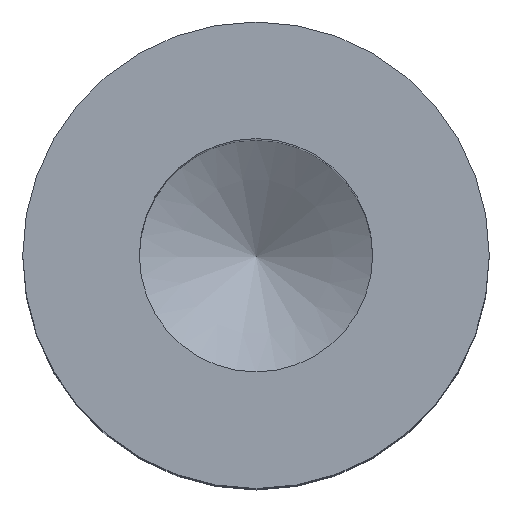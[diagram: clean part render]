
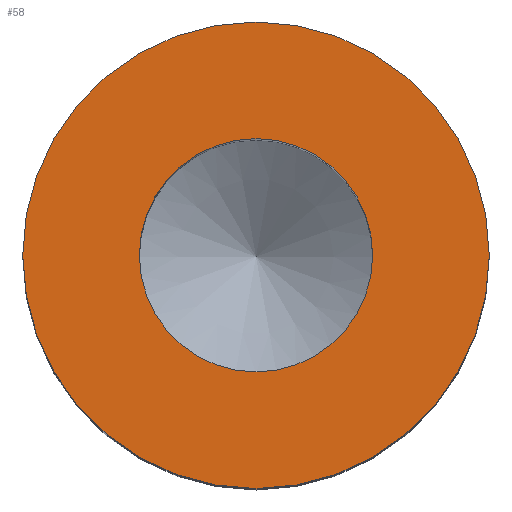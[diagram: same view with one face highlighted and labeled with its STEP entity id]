
A CAD part, top view. The second image highlights one B-rep face of the part: STEP entity #58.
In plain terms, the highlighted planar face has unit normal (0, 0, 1).
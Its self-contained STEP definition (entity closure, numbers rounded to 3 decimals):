
#58=ADVANCED_FACE('',(#72,#73),#69,.T.);
#69=PLANE('',#166);
#72=FACE_BOUND('',#92,.T.);
#73=FACE_BOUND('',#93,.T.);
#92=EDGE_LOOP('',(#112));
#93=EDGE_LOOP('',(#113));
#112=ORIENTED_EDGE('',*,*,#143,.F.);
#113=ORIENTED_EDGE('',*,*,#144,.T.);
#132=VERTEX_POINT('',#234);
#133=VERTEX_POINT('',#236);
#143=EDGE_CURVE('',#132,#132,#153,.T.);
#144=EDGE_CURVE('',#133,#133,#154,.T.);
#153=CIRCLE('',#164,1.5);
#154=CIRCLE('',#165,3.);
#164=AXIS2_PLACEMENT_3D('',#233,#188,#189);
#165=AXIS2_PLACEMENT_3D('',#235,#190,#191);
#166=AXIS2_PLACEMENT_3D('',#237,#192,#193);
#188=DIRECTION('',(0.,0.,1.));
#189=DIRECTION('',(1.,0.,0.));
#190=DIRECTION('',(0.,0.,1.));
#191=DIRECTION('',(1.,0.,0.));
#192=DIRECTION('',(0.,0.,1.));
#193=DIRECTION('',(1.,0.,0.));
#233=CARTESIAN_POINT('',(0.,0.,7.9));
#234=CARTESIAN_POINT('',(1.5,0.,7.9));
#235=CARTESIAN_POINT('',(0.,0.,7.9));
#236=CARTESIAN_POINT('',(3.,0.,7.9));
#237=CARTESIAN_POINT('',(0.,0.,7.9));
